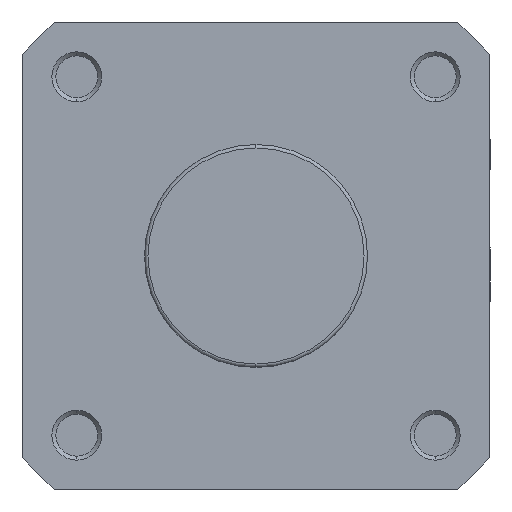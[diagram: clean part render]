
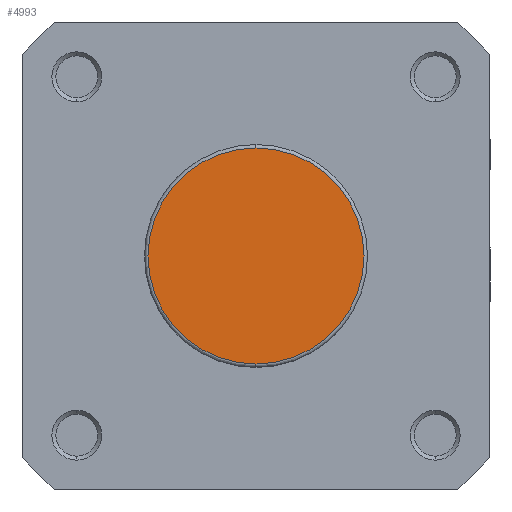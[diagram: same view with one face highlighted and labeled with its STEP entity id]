
A CAD part, left-side view. The second image highlights one B-rep face of the part: STEP entity #4993.
In plain terms, the highlighted planar face has unit normal (-1, 0, 0).
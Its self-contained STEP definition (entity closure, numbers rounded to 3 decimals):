
#760 = ORIENTED_EDGE ( 'NONE', *, *, #3049, .T. ) ;
#761 = ORIENTED_EDGE ( 'NONE', *, *, #2890, .T. ) ;
#933 = EDGE_LOOP ( 'NONE', ( #761, #760 ) ) ;
#1250 = CIRCLE ( 'NONE', #3195, 21.7 ) ;
#1336 = FACE_OUTER_BOUND ( 'NONE', #933, .T. ) ;
#2320 = CARTESIAN_POINT ( 'NONE',  ( 0., 0., 21.7 ) ) ;
#2323 = CARTESIAN_POINT ( 'NONE',  ( 0., 0., -21.7 ) ) ;
#2626 = CIRCLE ( 'NONE', #3277, 21.7 ) ;
#2890 = EDGE_CURVE ( 'NONE', #5376, #5373, #1250, .T. ) ;
#3049 = EDGE_CURVE ( 'NONE', #5373, #5376, #2626, .T. ) ;
#3195 = AXIS2_PLACEMENT_3D ( 'NONE', #3674, #3686, #3687 ) ;
#3277 = AXIS2_PLACEMENT_3D ( 'NONE', #4130, #4133, #4134 ) ;
#3404 = AXIS2_PLACEMENT_3D ( 'NONE', #4646, #4649, #4650 ) ;
#3674 = CARTESIAN_POINT ( 'NONE',  ( 0., 0., 0. ) ) ;
#3686 = DIRECTION ( 'NONE',  ( -1., 0., 0. ) ) ;
#3687 = DIRECTION ( 'NONE',  ( 0., 0., -1. ) ) ;
#4130 = CARTESIAN_POINT ( 'NONE',  ( 0., 0., 0. ) ) ;
#4133 = DIRECTION ( 'NONE',  ( -1., 0., 0. ) ) ;
#4134 = DIRECTION ( 'NONE',  ( 0., 0., -1. ) ) ;
#4646 = CARTESIAN_POINT ( 'NONE',  ( 0., 22.4, 0. ) ) ;
#4647 = PLANE ( 'NONE',  #3404 ) ;
#4649 = DIRECTION ( 'NONE',  ( 1., 0., 0. ) ) ;
#4650 = DIRECTION ( 'NONE',  ( 0., 0., -1. ) ) ;
#4993 = ADVANCED_FACE ( 'NONE', ( #1336 ), #4647, .F. ) ;
#5373 = VERTEX_POINT ( 'NONE', #2320 ) ;
#5376 = VERTEX_POINT ( 'NONE', #2323 ) ;
